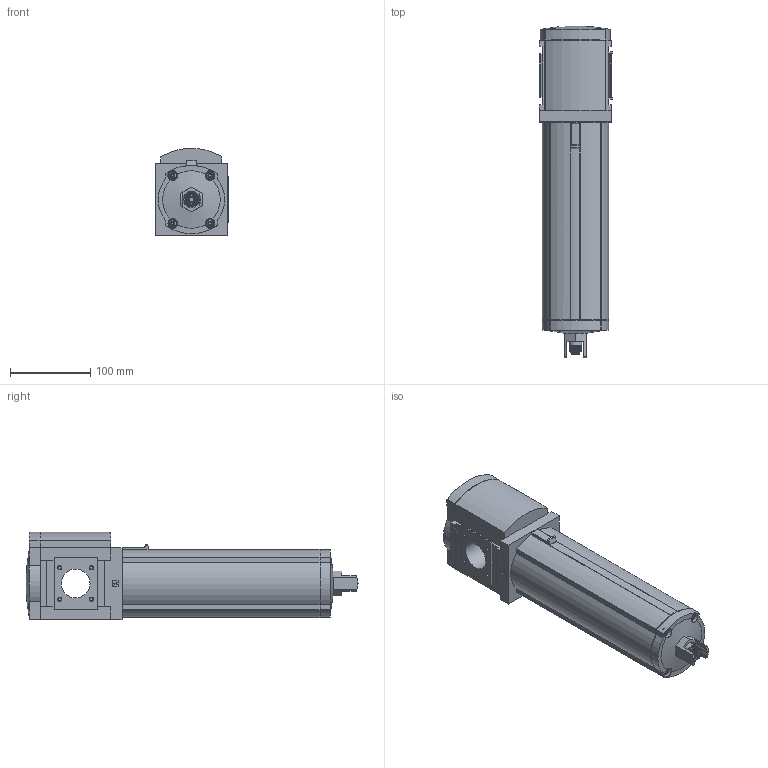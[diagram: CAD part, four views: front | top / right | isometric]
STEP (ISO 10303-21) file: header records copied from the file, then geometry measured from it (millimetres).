
FILE_DESCRIPTION(/* description */ ('STEP AP214'),/* implementation_level */ '2;1');
FILE_NAME(/* name */ '564041_MS9-LFM-G-BUV',/* time_stamp */ '2024-09-11T16:29:51+02:00',/* author */ ('License CC BY-ND 4.0'),/* organization */ ('CADENAS'),/* preprocessor_version */ 'ST-DEVELOPER v19.3',/* originating_system */ 'PARTsolutions',/* authorisation */ ' ');
FILE_SCHEMA (('AUTOMOTIVE_DESIGN {1 0 10303 214 3 1 1}'));
Length unit declared in the file: millimetre
Products named in the file (3): 564041 MS9-LFM-G-BUV; 552940 MS-LFM0V--; 707201 MS9
Assembly tree (2 placements, depth 2):
  564041 MS9-LFM-G-BUV
    552940 MS-LFM0V--
    707201 MS9
Bounding box: 91.5 x 415 x 108.79 mm (x, y, z)
Volume: 2422087.8 mm3; surface area: 175518.5 mm2
Topology: 2 solids, 2 shells, 500 faces, 1272 edges, 829 vertices
Faces by surface type: plane 243, cylinder 182, cone 42, torus 31, sphere 2
Full cylindrical faces by diameter (mm): 4.134 x8, 6 x1, 9.728 x1, 10 x4, 11 x5, 11.4 x1, 11.5 x4, 11.6 x1, 11.8 x1, 12 x4, 13 x1, 15.8 x1, 18.631 x1, 36 x1, 71.8 x1
Entity records: 18188 total; most frequent: CARTESIAN_POINT 2859, DIRECTION 2507, ORIENTED_EDGE 2362, EDGE_CURVE 1181, AXIS2_PLACEMENT_3D 925, VERTEX_POINT 815, LINE 657, VECTOR 657
